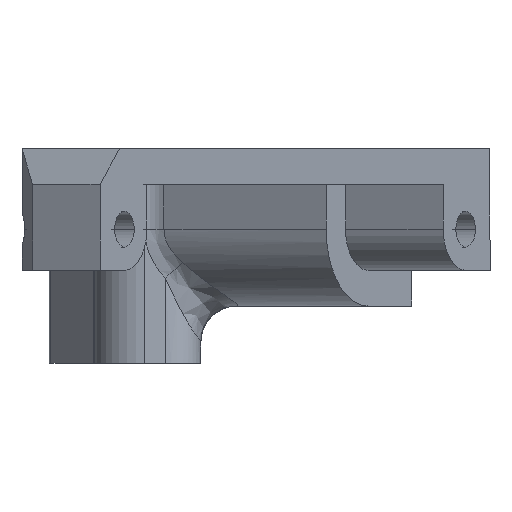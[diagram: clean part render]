
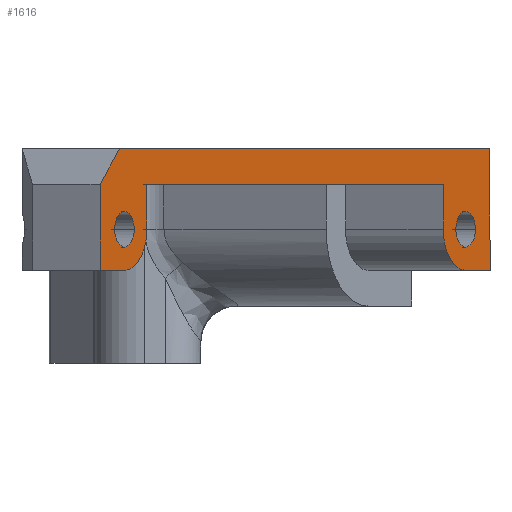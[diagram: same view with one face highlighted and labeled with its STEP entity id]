
A CAD part, left-side view. The second image highlights one B-rep face of the part: STEP entity #1616.
In plain terms, the highlighted planar face has unit normal (-0.545, -0.839, 0).
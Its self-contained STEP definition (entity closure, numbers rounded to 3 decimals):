
#30 = DIRECTION ( 'NONE',  ( 0.839, -0.545, 0. ) ) ;
#48 = CIRCLE ( 'NONE', #877, 1. ) ;
#60 = CARTESIAN_POINT ( 'NONE',  ( -21.14, -44.789, 7.5 ) ) ;
#73 = CARTESIAN_POINT ( 'NONE',  ( -50.494, -25.727, 7.5 ) ) ;
#76 = CARTESIAN_POINT ( 'NONE',  ( -21.14, -44.789, 7.5 ) ) ;
#88 = VERTEX_POINT ( 'NONE', #881 ) ;
#133 = VECTOR ( 'NONE', #2669, 1000. ) ;
#168 = EDGE_CURVE ( 'NONE', #1930, #1300, #1290, .T. ) ;
#180 = VERTEX_POINT ( 'NONE', #385 ) ;
#184 = CARTESIAN_POINT ( 'NONE',  ( -21.14, -44.789, 7.5 ) ) ;
#192 = VECTOR ( 'NONE', #30, 1000. ) ;
#220 = DIRECTION ( 'NONE',  ( 0., 0., -1. ) ) ;
#225 = EDGE_CURVE ( 'NONE', #2472, #328, #1431, .T. ) ;
#239 = VECTOR ( 'NONE', #2807, 1000. ) ;
#243 = AXIS2_PLACEMENT_3D ( 'NONE', #2049, #722, #1174 ) ;
#246 = DIRECTION ( 'NONE',  ( -0.545, -0.839, 0. ) ) ;
#256 = DIRECTION ( 'NONE',  ( -0.839, 0.545, 0. ) ) ;
#312 = AXIS2_PLACEMENT_3D ( 'NONE', #184, #412, #617 ) ;
#315 = EDGE_CURVE ( 'NONE', #613, #2184, #1227, .T. ) ;
#328 = VERTEX_POINT ( 'NONE', #1166 ) ;
#385 = CARTESIAN_POINT ( 'NONE',  ( -48.565, -26.979, 10. ) ) ;
#412 = DIRECTION ( 'NONE',  ( -0.545, -0.839, 0. ) ) ;
#427 = ORIENTED_EDGE ( 'NONE', *, *, #2335, .T. ) ;
#433 = EDGE_CURVE ( 'NONE', #1119, #1521, #1565, .T. ) ;
#435 = LINE ( 'NONE', #1919, #239 ) ;
#441 = LINE ( 'NONE', #2139, #2699 ) ;
#451 = ORIENTED_EDGE ( 'NONE', *, *, #168, .T. ) ;
#452 = CIRCLE ( 'NONE', #788, 2.3 ) ;
#455 = FACE_BOUND ( 'NONE', #611, .T. ) ;
#555 = ORIENTED_EDGE ( 'NONE', *, *, #794, .F. ) ;
#572 = CARTESIAN_POINT ( 'NONE',  ( -52.59, -24.365, 5.2 ) ) ;
#586 = ORIENTED_EDGE ( 'NONE', *, *, #1430, .T. ) ;
#610 = DIRECTION ( 'NONE',  ( 0., 0., -1. ) ) ;
#611 = EDGE_LOOP ( 'NONE', ( #753, #2570 ) ) ;
#613 = VERTEX_POINT ( 'NONE', #2016 ) ;
#617 = DIRECTION ( 'NONE',  ( -0.839, 0.545, 0. ) ) ;
#677 = CARTESIAN_POINT ( 'NONE',  ( -19.044, -46.151, 5.2 ) ) ;
#680 = CARTESIAN_POINT ( 'NONE',  ( -17.366, -47.24, 5.2 ) ) ;
#722 = DIRECTION ( 'NONE',  ( -0.545, -0.839, 0. ) ) ;
#753 = ORIENTED_EDGE ( 'NONE', *, *, #2092, .F. ) ;
#788 = AXIS2_PLACEMENT_3D ( 'NONE', #60, #246, #256 ) ;
#794 = EDGE_CURVE ( 'NONE', #1123, #180, #2711, .T. ) ;
#800 = VECTOR ( 'NONE', #2097, 1000. ) ;
#802 = DIRECTION ( 'NONE',  ( 0.839, -0.545, 0. ) ) ;
#873 = CARTESIAN_POINT ( 'NONE',  ( -51.332, -25.182, 7.5 ) ) ;
#877 = AXIS2_PLACEMENT_3D ( 'NONE', #2501, #1869, #802 ) ;
#881 = CARTESIAN_POINT ( 'NONE',  ( -49.655, -26.271, 7.5 ) ) ;
#907 = DIRECTION ( 'NONE',  ( -0.545, -0.839, 0. ) ) ;
#990 = DIRECTION ( 'NONE',  ( 0., 0., -1. ) ) ;
#1017 = ORIENTED_EDGE ( 'NONE', *, *, #315, .T. ) ;
#1062 = CIRCLE ( 'NONE', #1645, 1. ) ;
#1086 = CARTESIAN_POINT ( 'NONE',  ( -19.044, -46.151, 7.5 ) ) ;
#1105 = CARTESIAN_POINT ( 'NONE',  ( -20.302, -45.334, 7.5 ) ) ;
#1119 = VERTEX_POINT ( 'NONE', #1577 ) ;
#1123 = VERTEX_POINT ( 'NONE', #2235 ) ;
#1129 = CARTESIAN_POINT ( 'NONE',  ( -48.565, -26.979, 7.5 ) ) ;
#1139 = EDGE_CURVE ( 'NONE', #2186, #1119, #452, .T. ) ;
#1151 = PLANE ( 'NONE',  #1684 ) ;
#1160 = ORIENTED_EDGE ( 'NONE', *, *, #433, .T. ) ;
#1166 = CARTESIAN_POINT ( 'NONE',  ( -21.979, -44.245, 7.5 ) ) ;
#1174 = DIRECTION ( 'NONE',  ( 0.839, -0.545, 0. ) ) ;
#1184 = VECTOR ( 'NONE', #220, 1000. ) ;
#1227 = CIRCLE ( 'NONE', #243, 2.3 ) ;
#1284 = CARTESIAN_POINT ( 'NONE',  ( -52.59, -24.365, 5.2 ) ) ;
#1290 = LINE ( 'NONE', #1284, #2657 ) ;
#1300 = VERTEX_POINT ( 'NONE', #572 ) ;
#1318 = ORIENTED_EDGE ( 'NONE', *, *, #1719, .F. ) ;
#1409 = VECTOR ( 'NONE', #990, 1000. ) ;
#1427 = ORIENTED_EDGE ( 'NONE', *, *, #2762, .T. ) ;
#1430 = EDGE_CURVE ( 'NONE', #1300, #613, #435, .T. ) ;
#1431 = CIRCLE ( 'NONE', #2567, 1. ) ;
#1465 = EDGE_CURVE ( 'NONE', #328, #2472, #2171, .T. ) ;
#1473 = DIRECTION ( 'NONE',  ( 0.839, -0.545, 0. ) ) ;
#1499 = ORIENTED_EDGE ( 'NONE', *, *, #2508, .F. ) ;
#1521 = VERTEX_POINT ( 'NONE', #677 ) ;
#1524 = EDGE_LOOP ( 'NONE', ( #427, #1499, #451, #586, #1017, #2566, #555, #1427, #2503, #1160, #1318 ) ) ;
#1539 = CARTESIAN_POINT ( 'NONE',  ( -23.069, -43.537, 7.5 ) ) ;
#1565 = LINE ( 'NONE', #680, #192 ) ;
#1569 = VERTEX_POINT ( 'NONE', #2445 ) ;
#1577 = CARTESIAN_POINT ( 'NONE',  ( -21.14, -44.789, 5.2 ) ) ;
#1594 = DIRECTION ( 'NONE',  ( 0.545, 0.839, 0. ) ) ;
#1616 = ADVANCED_FACE ( 'NONE', ( #2609, #455, #2034 ), #1151, .F. ) ;
#1645 = AXIS2_PLACEMENT_3D ( 'NONE', #2800, #2761, #1473 ) ;
#1648 = LINE ( 'NONE', #2392, #2054 ) ;
#1684 = AXIS2_PLACEMENT_3D ( 'NONE', #73, #1594, #2243 ) ;
#1719 = EDGE_CURVE ( 'NONE', #1569, #1521, #1763, .T. ) ;
#1763 = LINE ( 'NONE', #1086, #1184 ) ;
#1796 = VERTEX_POINT ( 'NONE', #873 ) ;
#1849 = CARTESIAN_POINT ( 'NONE',  ( -23.069, -43.537, 7.5 ) ) ;
#1869 = DIRECTION ( 'NONE',  ( -0.545, -0.839, 0. ) ) ;
#1874 = CARTESIAN_POINT ( 'NONE',  ( -52.59, -24.365, 10. ) ) ;
#1890 = EDGE_CURVE ( 'NONE', #2184, #180, #2304, .T. ) ;
#1919 = CARTESIAN_POINT ( 'NONE',  ( -52.59, -24.365, 5.2 ) ) ;
#1930 = VERTEX_POINT ( 'NONE', #2085 ) ;
#1933 = DIRECTION ( 'NONE',  ( -0.839, 0.545, 0. ) ) ;
#1943 = CARTESIAN_POINT ( 'NONE',  ( -48.565, -26.979, 7.5 ) ) ;
#1981 = EDGE_CURVE ( 'NONE', #88, #1796, #48, .T. ) ;
#2016 = CARTESIAN_POINT ( 'NONE',  ( -50.494, -25.727, 5.2 ) ) ;
#2027 = DIRECTION ( 'NONE',  ( -0.839, 0.545, 0. ) ) ;
#2034 = FACE_BOUND ( 'NONE', #2062, .T. ) ;
#2049 = CARTESIAN_POINT ( 'NONE',  ( -50.494, -25.727, 7.5 ) ) ;
#2054 = VECTOR ( 'NONE', #1933, 1000. ) ;
#2062 = EDGE_LOOP ( 'NONE', ( #2708, #2435 ) ) ;
#2085 = CARTESIAN_POINT ( 'NONE',  ( -52.59, -24.365, 10. ) ) ;
#2092 = EDGE_CURVE ( 'NONE', #1796, #88, #1062, .T. ) ;
#2097 = DIRECTION ( 'NONE',  ( -0.839, 0.545, 0. ) ) ;
#2139 = CARTESIAN_POINT ( 'NONE',  ( -50.913, -25.455, 12. ) ) ;
#2171 = CIRCLE ( 'NONE', #312, 1. ) ;
#2184 = VERTEX_POINT ( 'NONE', #1943 ) ;
#2186 = VERTEX_POINT ( 'NONE', #1539 ) ;
#2235 = CARTESIAN_POINT ( 'NONE',  ( -23.069, -43.537, 10. ) ) ;
#2243 = DIRECTION ( 'NONE',  ( 0.839, -0.545, 0. ) ) ;
#2275 = CARTESIAN_POINT ( 'NONE',  ( -50.913, -25.455, 12. ) ) ;
#2304 = LINE ( 'NONE', #1129, #133 ) ;
#2332 = DIRECTION ( 'NONE',  ( 0.593, -0.385, 0.707 ) ) ;
#2335 = EDGE_CURVE ( 'NONE', #1569, #2777, #1648, .T. ) ;
#2392 = CARTESIAN_POINT ( 'NONE',  ( -52.59, -24.365, 12. ) ) ;
#2435 = ORIENTED_EDGE ( 'NONE', *, *, #225, .F. ) ;
#2445 = CARTESIAN_POINT ( 'NONE',  ( -19.044, -46.151, 12. ) ) ;
#2472 = VERTEX_POINT ( 'NONE', #1105 ) ;
#2501 = CARTESIAN_POINT ( 'NONE',  ( -50.494, -25.727, 7.5 ) ) ;
#2503 = ORIENTED_EDGE ( 'NONE', *, *, #1139, .T. ) ;
#2508 = EDGE_CURVE ( 'NONE', #1930, #2777, #441, .T. ) ;
#2510 = LINE ( 'NONE', #1849, #1409 ) ;
#2566 = ORIENTED_EDGE ( 'NONE', *, *, #1890, .T. ) ;
#2567 = AXIS2_PLACEMENT_3D ( 'NONE', #76, #907, #2027 ) ;
#2570 = ORIENTED_EDGE ( 'NONE', *, *, #1981, .F. ) ;
#2609 = FACE_OUTER_BOUND ( 'NONE', #1524, .T. ) ;
#2657 = VECTOR ( 'NONE', #610, 1000. ) ;
#2669 = DIRECTION ( 'NONE',  ( 0., 0., 1. ) ) ;
#2699 = VECTOR ( 'NONE', #2332, 1000. ) ;
#2708 = ORIENTED_EDGE ( 'NONE', *, *, #1465, .F. ) ;
#2711 = LINE ( 'NONE', #1874, #800 ) ;
#2761 = DIRECTION ( 'NONE',  ( -0.545, -0.839, 0. ) ) ;
#2762 = EDGE_CURVE ( 'NONE', #1123, #2186, #2510, .T. ) ;
#2777 = VERTEX_POINT ( 'NONE', #2275 ) ;
#2800 = CARTESIAN_POINT ( 'NONE',  ( -50.494, -25.727, 7.5 ) ) ;
#2807 = DIRECTION ( 'NONE',  ( 0.839, -0.545, 0. ) ) ;
